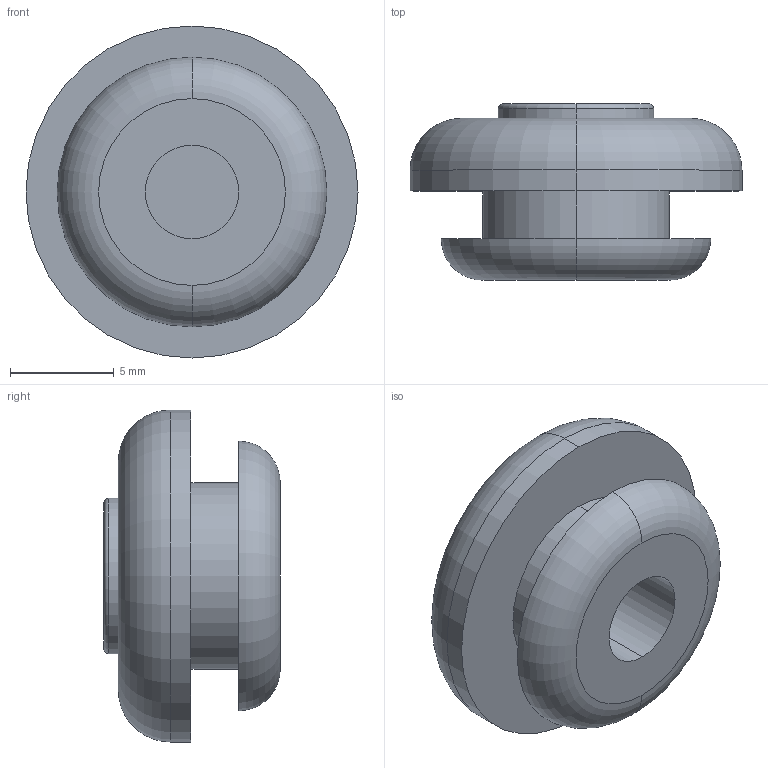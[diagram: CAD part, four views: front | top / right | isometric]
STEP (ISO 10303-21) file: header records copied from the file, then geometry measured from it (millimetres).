
FILE_DESCRIPTION (( 'STEP AP203' ), '1' );
FILE_NAME ('sone3D.STEP', '2013-05-30T01:55:20', ( '' ), ( '' ), 'SwSTEP 2.0', 'SolidWorks 2012', '' );
FILE_SCHEMA (( 'CONFIG_CONTROL_DESIGN' ));
Length unit declared in the file: millimetre
Products named in the file (1): sone3D
Bounding box: 16 x 8.5 x 16 mm (x, y, z)
Volume: 923.3 mm3; surface area: 895 mm2
Topology: 1 solids, 1 shells, 25 faces, 48 edges, 30 vertices
Faces by surface type: cylinder 10, torus 8, plane 7
Entity records: 729 total; most frequent: DIRECTION 138, CARTESIAN_POINT 104, ORIENTED_EDGE 96, AXIS2_PLACEMENT_3D 64, EDGE_CURVE 48, CIRCLE 38, VERTEX_POINT 30, EDGE_LOOP 30
